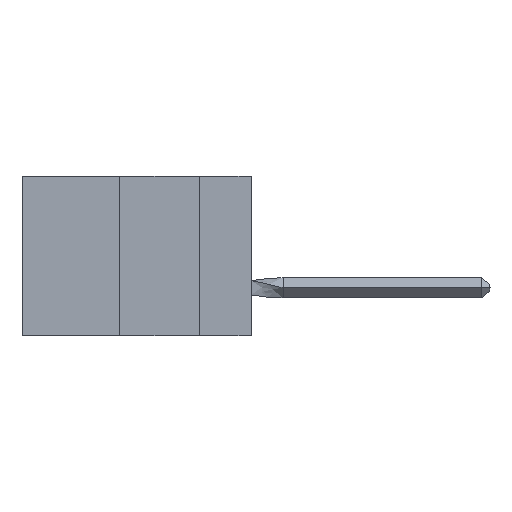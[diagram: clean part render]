
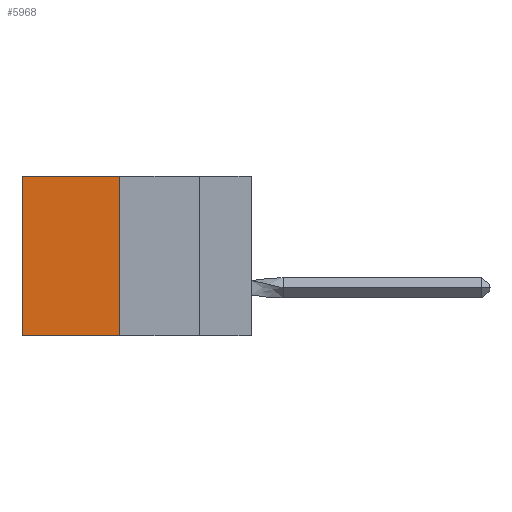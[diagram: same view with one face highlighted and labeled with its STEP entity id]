
A CAD part, left-side view. The second image highlights one B-rep face of the part: STEP entity #5968.
In plain terms, the highlighted planar face has unit normal (-1, 0, 0).
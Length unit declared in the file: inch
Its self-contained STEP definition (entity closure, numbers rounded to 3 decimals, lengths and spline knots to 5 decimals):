
#1043 = EDGE_CURVE ( 'NONE', #19786, #3806, #28906, .T. ) ;
#2126 = CARTESIAN_POINT ( 'NONE',  ( 0.305, 0.413, 0. ) ) ;
#2740 = ORIENTED_EDGE ( 'NONE', *, *, #26559, .F. ) ;
#3273 = CARTESIAN_POINT ( 'NONE',  ( 0.305, 0.72, -0.5 ) ) ;
#3806 = VERTEX_POINT ( 'NONE', #20599 ) ;
#3915 = LINE ( 'NONE', #13662, #7894 ) ;
#4802 = VECTOR ( 'NONE', #5108, 39.37008 ) ;
#5108 = DIRECTION ( 'NONE',  ( 0., 1., 0. ) ) ;
#5539 = PLANE ( 'NONE',  #15469 ) ;
#5968 = ADVANCED_FACE ( 'NONE', ( #25294 ), #5539, .F. ) ;
#7101 = LINE ( 'NONE', #28547, #14110 ) ;
#7790 = EDGE_CURVE ( 'NONE', #3806, #15761, #3915, .T. ) ;
#7894 = VECTOR ( 'NONE', #18505, 39.37008 ) ;
#8578 = EDGE_CURVE ( 'NONE', #19786, #21876, #7101, .T. ) ;
#9909 = ORIENTED_EDGE ( 'NONE', *, *, #1043, .T. ) ;
#10045 = DIRECTION ( 'NONE',  ( 1., 0., 0. ) ) ;
#10551 = VECTOR ( 'NONE', #18526, 39.37008 ) ;
#13662 = CARTESIAN_POINT ( 'NONE',  ( 0.305, 0.72, -0.5 ) ) ;
#13689 = CARTESIAN_POINT ( 'NONE',  ( 0.305, 0.413, -0.5 ) ) ;
#14110 = VECTOR ( 'NONE', #14247, 39.37008 ) ;
#14247 = DIRECTION ( 'NONE',  ( 0., 0., -1. ) ) ;
#15469 = AXIS2_PLACEMENT_3D ( 'NONE', #19194, #10045, #26252 ) ;
#15531 = ORIENTED_EDGE ( 'NONE', *, *, #8578, .F. ) ;
#15761 = VERTEX_POINT ( 'NONE', #3273 ) ;
#18505 = DIRECTION ( 'NONE',  ( 0., 0., -1. ) ) ;
#18526 = DIRECTION ( 'NONE',  ( 0., 1., 0. ) ) ;
#19194 = CARTESIAN_POINT ( 'NONE',  ( 0.305, 0.413, -0.5 ) ) ;
#19786 = VERTEX_POINT ( 'NONE', #25884 ) ;
#20599 = CARTESIAN_POINT ( 'NONE',  ( 0.305, 0.72, 0. ) ) ;
#21876 = VERTEX_POINT ( 'NONE', #13689 ) ;
#23394 = EDGE_LOOP ( 'NONE', ( #26466, #2740, #15531, #9909 ) ) ;
#23977 = CARTESIAN_POINT ( 'NONE',  ( 0.305, 0.413, -0.5 ) ) ;
#24978 = LINE ( 'NONE', #23977, #4802 ) ;
#25294 = FACE_OUTER_BOUND ( 'NONE', #23394, .T. ) ;
#25884 = CARTESIAN_POINT ( 'NONE',  ( 0.305, 0.413, 0. ) ) ;
#26252 = DIRECTION ( 'NONE',  ( 0., 0., -1. ) ) ;
#26466 = ORIENTED_EDGE ( 'NONE', *, *, #7790, .T. ) ;
#26559 = EDGE_CURVE ( 'NONE', #21876, #15761, #24978, .T. ) ;
#28547 = CARTESIAN_POINT ( 'NONE',  ( 0.305, 0.413, -0.5 ) ) ;
#28906 = LINE ( 'NONE', #2126, #10551 ) ;
